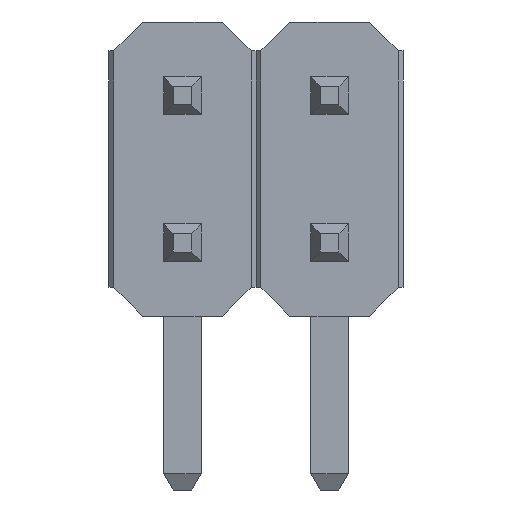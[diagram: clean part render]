
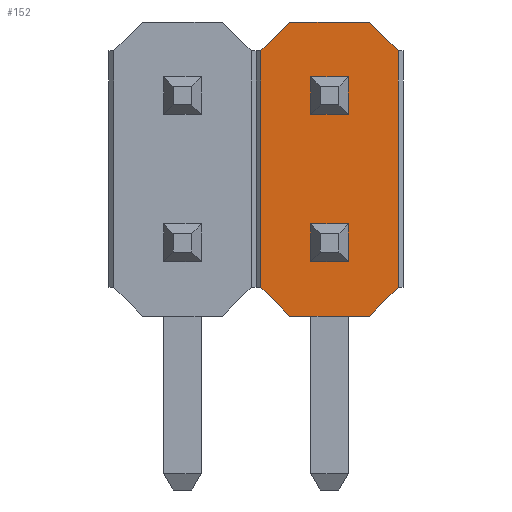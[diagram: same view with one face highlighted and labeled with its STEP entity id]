
A CAD part, front view. The second image highlights one B-rep face of the part: STEP entity #152.
In plain terms, the highlighted planar face has unit normal (0, -1, 0).
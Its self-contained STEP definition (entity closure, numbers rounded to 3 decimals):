
#152=ADVANCED_FACE('',(#1148),#1150,.F.);
#1148=FACE_BOUND('',#1149,.T.);
#1149=EDGE_LOOP('',(#1917,#1918,#1919,#1920,#1921,#1922,#1923,#1924));
#1150=PLANE('',#1151);
#1151=AXIS2_PLACEMENT_3D('',#1152,#1153,#1154);
#1152=CARTESIAN_POINT('',(2.54,-4.185,0.));
#1153=DIRECTION('',(-0.,1.,0.));
#1154=DIRECTION('',(1.,0.,0.));
#1917=ORIENTED_EDGE('',*,*,#2413,.T.);
#1918=ORIENTED_EDGE('',*,*,#2414,.F.);
#1919=ORIENTED_EDGE('',*,*,#2415,.F.);
#1920=ORIENTED_EDGE('',*,*,#2392,.F.);
#1921=ORIENTED_EDGE('',*,*,#2416,.T.);
#1922=ORIENTED_EDGE('',*,*,#2407,.F.);
#1923=ORIENTED_EDGE('',*,*,#2417,.F.);
#1924=ORIENTED_EDGE('',*,*,#2410,.F.);
#2392=EDGE_CURVE('',#2643,#2645,#2646,.T.);
#2407=EDGE_CURVE('',#2669,#2662,#2671,.T.);
#2410=EDGE_CURVE('',#2675,#2677,#2678,.T.);
#2413=EDGE_CURVE('',#2675,#2682,#2683,.T.);
#2414=EDGE_CURVE('',#2684,#2682,#2685,.T.);
#2415=EDGE_CURVE('',#2645,#2684,#2686,.T.);
#2416=EDGE_CURVE('',#2643,#2662,#2687,.T.);
#2417=EDGE_CURVE('',#2677,#2669,#2688,.T.);
#2643=VERTEX_POINT('',#3043);
#2645=VERTEX_POINT('',#3047);
#2646=LINE('',#3048,#3049);
#2662=VERTEX_POINT('',#3084);
#2669=VERTEX_POINT('',#3099);
#2671=LINE('',#3103,#3104);
#2675=VERTEX_POINT('',#3111);
#2677=VERTEX_POINT('',#3115);
#2678=LINE('',#3116,#3117);
#2682=VERTEX_POINT('',#3126);
#2683=LINE('',#3127,#3128);
#2684=VERTEX_POINT('',#3130);
#2685=LINE('',#3131,#3132);
#2686=LINE('',#3134,#3135);
#2687=LINE('',#3137,#3138);
#2688=LINE('',#3140,#3141);
#3043=CARTESIAN_POINT('',(3.725,-4.185,0.5));
#3047=CARTESIAN_POINT('',(3.225,-4.185,0.));
#3048=CARTESIAN_POINT('',(3.725,-4.185,0.5));
#3049=VECTOR('',#3050,1.);
#3050=DIRECTION('',(-0.707,0.,-0.707));
#3084=CARTESIAN_POINT('',(3.725,-4.185,4.58));
#3099=CARTESIAN_POINT('',(3.225,-4.185,5.08));
#3103=CARTESIAN_POINT('',(3.225,-4.185,5.08));
#3104=VECTOR('',#3105,1.);
#3105=DIRECTION('',(0.707,0.,-0.707));
#3111=CARTESIAN_POINT('',(1.355,-4.185,4.58));
#3115=CARTESIAN_POINT('',(1.855,-4.185,5.08));
#3116=CARTESIAN_POINT('',(1.355,-4.185,4.58));
#3117=VECTOR('',#3118,1.);
#3118=DIRECTION('',(0.707,0.,0.707));
#3126=CARTESIAN_POINT('',(1.355,-4.185,0.5));
#3127=CARTESIAN_POINT('',(1.355,-4.185,4.58));
#3128=VECTOR('',#3129,1.);
#3129=DIRECTION('',(0.,0.,-1.));
#3130=CARTESIAN_POINT('',(1.855,-4.185,0.));
#3131=CARTESIAN_POINT('',(1.855,-4.185,0.));
#3132=VECTOR('',#3133,1.);
#3133=DIRECTION('',(-0.707,0.,0.707));
#3134=CARTESIAN_POINT('',(3.225,-4.185,0.));
#3135=VECTOR('',#3136,1.);
#3136=DIRECTION('',(-1.,0.,0.));
#3137=CARTESIAN_POINT('',(3.725,-4.185,0.5));
#3138=VECTOR('',#3139,1.);
#3139=DIRECTION('',(0.,0.,1.));
#3140=CARTESIAN_POINT('',(1.855,-4.185,5.08));
#3141=VECTOR('',#3142,1.);
#3142=DIRECTION('',(1.,0.,0.));
